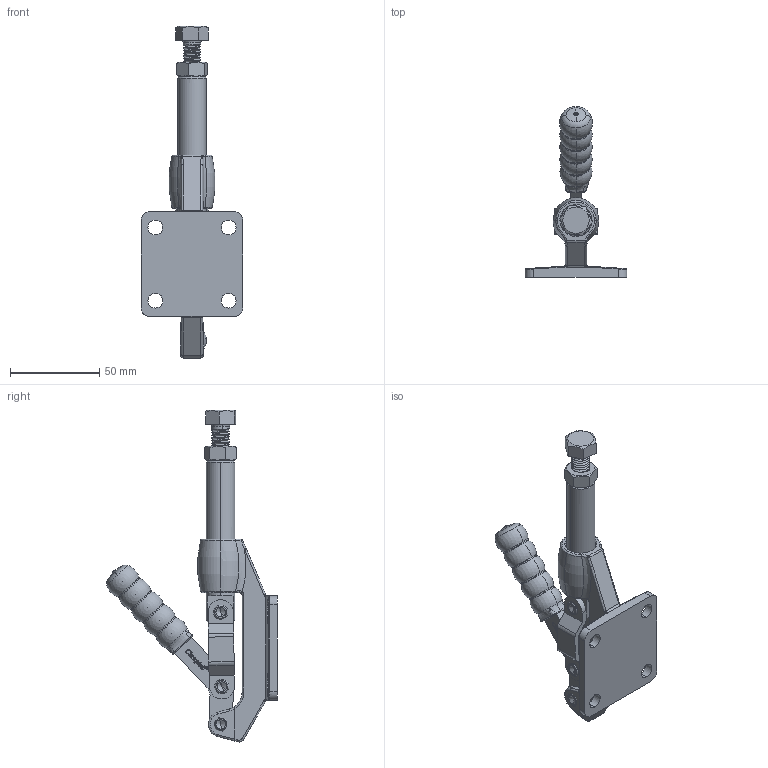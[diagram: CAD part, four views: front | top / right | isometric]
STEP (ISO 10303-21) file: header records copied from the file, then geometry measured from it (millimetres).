
FILE_DESCRIPTION (( 'STEP AP203' ), '1' );
FILE_NAME ('CH-304-EM.STEP', '2017-11-26T09:07:53', ( 'Windows' ), ( 'Microsoft' ), 'SwSTEP 2.0', 'SolidWorks 2015', '' );
FILE_SCHEMA (( 'CONFIG_CONTROL_DESIGN' ));
Length unit declared in the file: millimetre
Products named in the file (9): M10X50; CH-12130綵竄忒梟杶; CH-304傻穩; CH-304-04 CONNECTING-PLATE; CH-304-EM; CH-304-EM-01 BASE; CH-304-EM-02 CREST STALK; CH-304-EM-03 HANDLE; M10 Nut
Assembly tree (11 placements, depth 2):
  CH-304-EM
    CH-304-EM-01 BASE
    CH-304-EM-02 CREST STALK
    CH-304-EM-03 HANDLE
    M10 Nut
    M10X50
    CH-12130綵竄忒梟杶
    CH-304傻穩  x3
    CH-304-04 CONNECTING-PLATE  x2
Bounding box: 57.2 x 95.81 x 186.35 mm (x, y, z)
Volume: 83824.2 mm3; surface area: 48929.4 mm2
Topology: 11 solids, 11 shells, 814 faces, 2203 edges, 1421 vertices
Faces by surface type: plane 261, cylinder 235, bspline 220, torus 57, cone 25, sphere 16
Entity records: 38580 total; most frequent: CARTESIAN_POINT 20552, ORIENTED_EDGE 4084, DIRECTION 2786, EDGE_CURVE 2042, VERTEX_POINT 1330, VECTOR 950, LINE 950, AXIS2_PLACEMENT_3D 918
